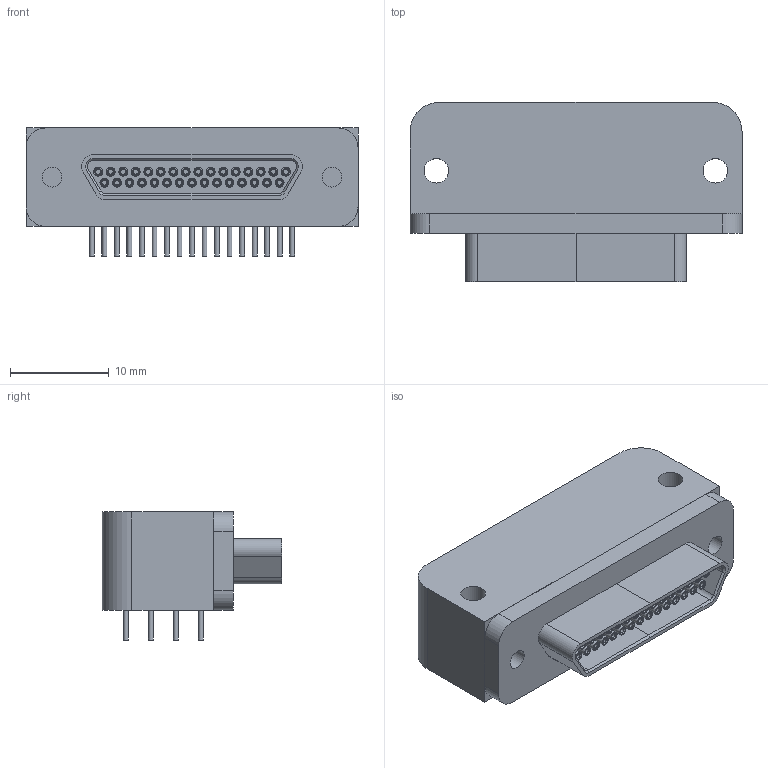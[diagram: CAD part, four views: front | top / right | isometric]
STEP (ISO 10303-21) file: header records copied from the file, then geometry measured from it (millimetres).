
FILE_DESCRIPTION(('FreeCAD Model'),'2;1');
FILE_NAME('Open CASCADE Shape Model','2024-11-07T01:13:09',(''),(''), 'Open CASCADE STEP processor 7.8','FreeCAD','Unknown');
FILE_SCHEMA(('AUTOMOTIVE_DESIGN { 1 0 10303 214 1 1 1 1 }'));
Length unit declared in the file: millimetre
Products named in the file (8): microD; base; flange; array_jack_h; jack_pin_h; array_jack_l; array_solder_31p; solder_pin_31p
Assembly tree (67 placements, depth 3):
  microD
    base
    flange
    array_jack_h
      jack_pin_h  x16
    array_jack_l
      jack_pin_h  x15
    array_solder_31p
      solder_pin_31p  x31
Bounding box: 33.7 x 18.2 x 13 mm (x, y, z)
Volume: 4526 mm3; surface area: 3753 mm2
Topology: 64 solids, 64 shells, 306 faces, 481 edges, 307 vertices
Faces by surface type: plane 158, cylinder 113, cone 35
Full cylindrical faces by diameter (mm): 0.5 x62, 0.9 x31, 2 x4, 2.5 x2
Entity records: 2532 total; most frequent: DIRECTION 470, CARTESIAN_POINT 382, ORIENTED_EDGE 302, AXIS2_PLACEMENT_3D 185, EDGE_CURVE 151, LINE 100, VECTOR 100, VERTEX_POINT 97
